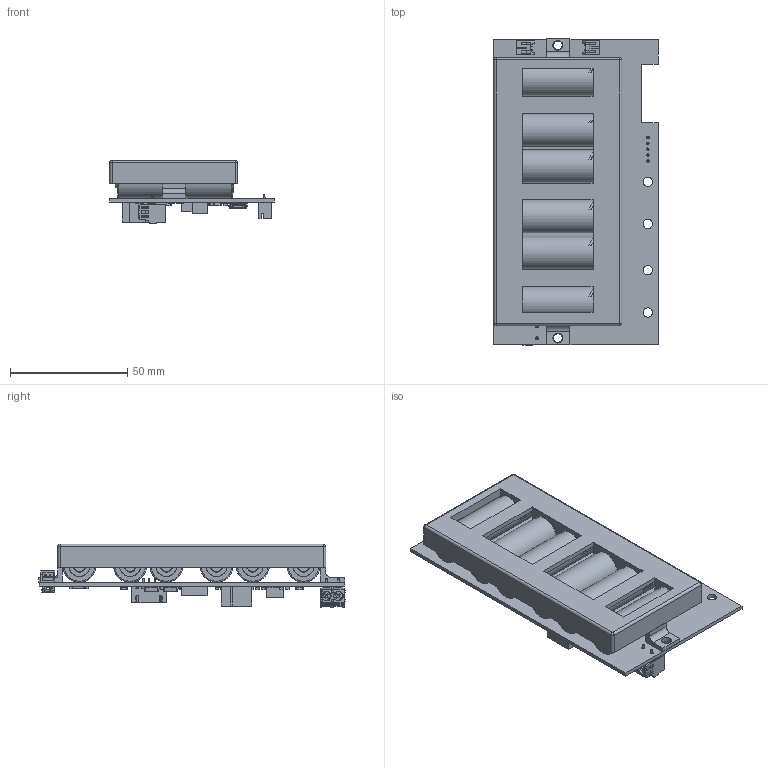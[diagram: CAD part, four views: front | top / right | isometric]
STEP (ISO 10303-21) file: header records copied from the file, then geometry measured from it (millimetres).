
FILE_DESCRIPTION(('KiCad electronic assembly'),'2;1');
FILE_NAME('PDU.step','2025-03-27T10:15:47',('Pcbnew'),('Kicad'), 'Open CASCADE STEP processor 7.8','KiCad to STEP converter','Unknown' );
FILE_SCHEMA(('AUTOMOTIVE_DESIGN { 1 0 10303 214 1 1 1 1 }'));
Length unit declared in the file: millimetre
Products named in the file (34): PDU 1; Enclosure w Bat v1; S2B-PH-K-S; R_1206_3216Metric; C_1206_3216Metric; L_Bourns_SRP7028A_7.3x6.6mm; (Unsaved); FUSE_SMDC300F24-2_LTF; part; TPS564247DRLR; DRL6; IND_BOURNS_SRR1208; 1935310; 1; R_2512_6332Metric; 10104110-0001LF; 10104110; D_1206_3216Metric; D_1206; B5B-XH-A; DDC0006A; DDC0006A_ASM; IRFR024N; IRLR2705TRPBF; IND_10.16x10.8mm; PDU_PCB
Assembly tree (102 placements, depth 3):
  PDU 1
    Enclosure w Bat v1
      Enclosure w Bat v1
    S2B-PH-K-S  x2
      S2B-PH-K-S
    R_1206_3216Metric  x41
      R_1206_3216Metric
    C_1206_3216Metric  x25
      C_1206_3216Metric
    L_Bourns_SRP7028A_7.3x6.6mm  x2
      (Unsaved)
    FUSE_SMDC300F24-2_LTF
      part
    TPS564247DRLR  x3
      DRL6
    IND_BOURNS_SRR1208
      part
    1935310
      1
    R_2512_6332Metric
      R_2512_6332Metric
    10104110-0001LF
      10104110
    D_1206_3216Metric
      D_1206
    B5B-XH-A
      B5B-XH-A
    DDC0006A
      DDC0006A_ASM
    IRFR024N  x2
      IRLR2705TRPBF
    IND_10.16x10.8mm
      (Unsaved)
    PDU_PCB
Bounding box: 70.01 x 130.69 x 27.12 mm (x, y, z)
Volume: 79675.8 mm3; surface area: 57198.1 mm2
Topology: 160 solids, 165 shells, 4511 faces, 11600 edges, 7487 vertices
Faces by surface type: plane 3156, cylinder 1231, cone 48, torus 46, sphere 24, revolution 6
Full cylindrical faces by diameter (mm): 0.813 x4, 0.991 x5, 1.295 x2, 3.7 x2, 4 x4, 4.2 x2, 5 x6, 9 x12, 14 x6
Entity records: 79178 total; most frequent: CARTESIAN_POINT 15936, DIRECTION 12647, ORIENTED_EDGE 12632, EDGE_CURVE 6316, LINE 4657, VECTOR 4657, VERTEX_POINT 4037, AXIS2_PLACEMENT_3D 3992
